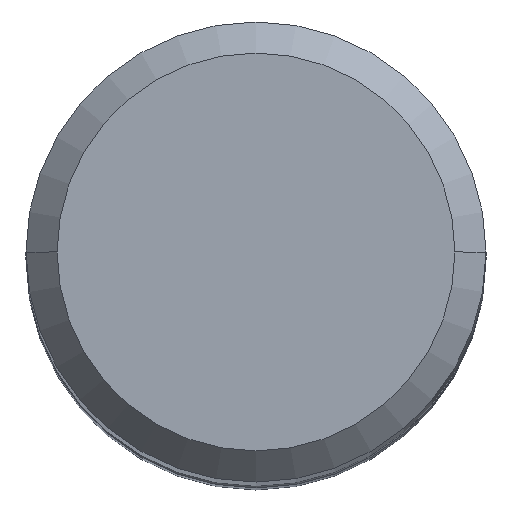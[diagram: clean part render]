
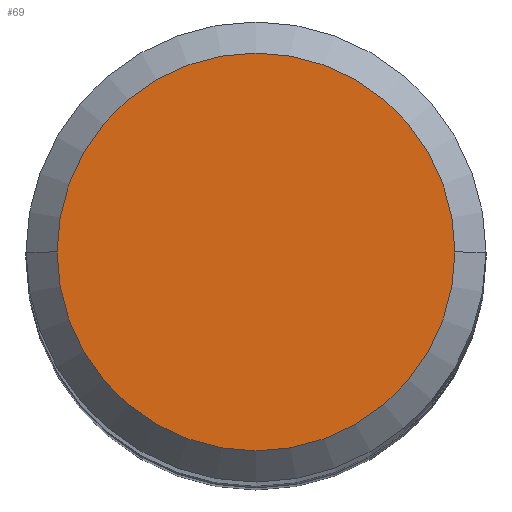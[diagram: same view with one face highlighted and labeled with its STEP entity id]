
A CAD part, top view. The second image highlights one B-rep face of the part: STEP entity #69.
In plain terms, the highlighted planar face has unit normal (0, 0, 1).
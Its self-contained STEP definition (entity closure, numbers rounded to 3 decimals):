
#69=ADVANCED_FACE('',(#133),#134,.T.);
#133=FACE_OUTER_BOUND('',#189,.T.);
#134=PLANE('',#190);
#189=EDGE_LOOP('',(#309,#310));
#190=AXIS2_PLACEMENT_3D('',#311,#312,#313);
#309=ORIENTED_EDGE('',*,*,#364,.T.);
#310=ORIENTED_EDGE('',*,*,#323,.T.);
#311=CARTESIAN_POINT('',(0.,0.0,145.0));
#312=DIRECTION('',(0.,0.,1.0));
#313=DIRECTION('',(1.0,0.,0.0));
#323=EDGE_CURVE('',#372,#369,#373,.T.);
#364=EDGE_CURVE('',#369,#372,#427,.T.);
#369=VERTEX_POINT('',#432);
#372=VERTEX_POINT('',#436);
#373=CIRCLE('',#437,8.647);
#427=CIRCLE('',#504,8.647);
#432=CARTESIAN_POINT('',(8.647,0.0,145.0));
#436=CARTESIAN_POINT('',(-8.647,0.,145.0));
#437=AXIS2_PLACEMENT_3D('',#509,#510,#511);
#504=AXIS2_PLACEMENT_3D('',#567,#568,#569);
#509=CARTESIAN_POINT('',(0.,0.0,145.0));
#510=DIRECTION('',(0.,0.0,1.0));
#511=DIRECTION('',(1.0,0.0,0.));
#567=CARTESIAN_POINT('',(0.,0.0,145.0));
#568=DIRECTION('',(0.,0.0,1.0));
#569=DIRECTION('',(1.0,0.0,0.));
